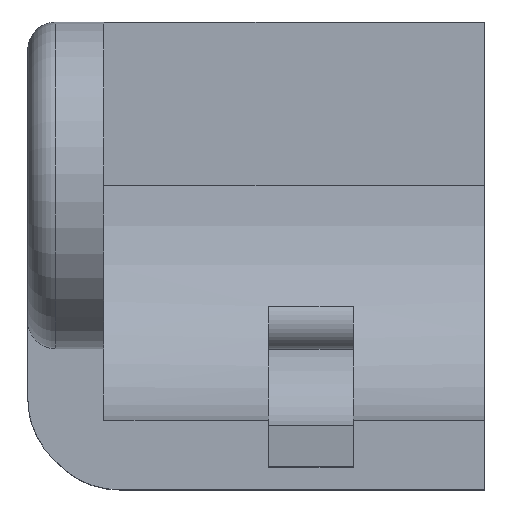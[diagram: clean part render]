
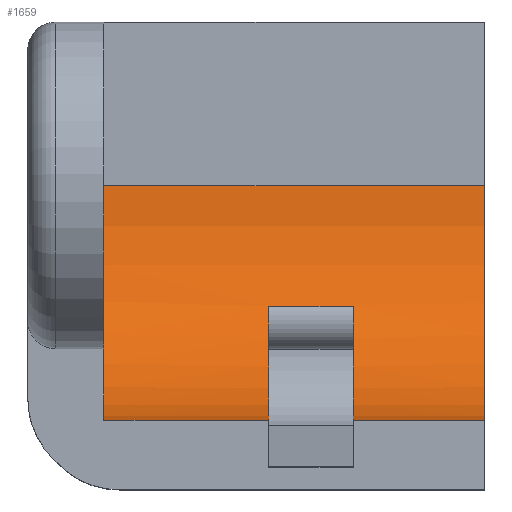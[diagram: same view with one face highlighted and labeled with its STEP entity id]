
A CAD part, top view. The second image highlights one B-rep face of the part: STEP entity #1659.
In plain terms, the highlighted cylindrical face has radius 8.332 mm (diameter 16.664 mm), a partial arc.
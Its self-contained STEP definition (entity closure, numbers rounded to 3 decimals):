
#87=CARTESIAN_POINT('',(0.,0.,9.1));
#88=DIRECTION('',(1.,0.,0.));
#89=DIRECTION('',(0.,-1.,-0.024));
#90=AXIS2_PLACEMENT_3D('',#87,#88,#89);
#313=DIRECTION('',(1.,0.,0.));
#314=VECTOR('',#313,5.85);
#315=CARTESIAN_POINT('',(0.,-8.33,8.9));
#316=LINE('',#315,#314);
#329=DIRECTION('',(1.,0.,0.));
#330=VECTOR('',#329,4.65);
#331=CARTESIAN_POINT('',(8.85,-8.33,8.9));
#332=LINE('',#331,#330);
#383=DIRECTION('',(1.,0.,0.));
#384=VECTOR('',#383,3.);
#385=CARTESIAN_POINT('',(5.85,-4.286,1.955));
#386=LINE('',#385,#384);
#387=DIRECTION('',(1.,0.,0.));
#388=VECTOR('',#387,13.5);
#389=CARTESIAN_POINT('',(0.,0.,0.768));
#390=LINE('',#389,#388);
#409=CARTESIAN_POINT('',(8.85,0.,9.1));
#410=DIRECTION('',(-1.,0.,0.));
#411=DIRECTION('',(0.,-0.514,-0.858));
#412=AXIS2_PLACEMENT_3D('',#409,#410,#411);
#532=CARTESIAN_POINT('',(5.85,0.,9.1));
#533=DIRECTION('',(1.,0.,0.));
#534=DIRECTION('',(0.,-1.,-0.024));
#535=AXIS2_PLACEMENT_3D('',#532,#533,#534);
#654=CARTESIAN_POINT('',(13.5,0.,9.1));
#655=DIRECTION('',(-1.,0.,0.));
#656=DIRECTION('',(0.,0.,-1.));
#657=AXIS2_PLACEMENT_3D('',#654,#655,#656);
#878=CARTESIAN_POINT('',(13.5,-8.33,8.9));
#880=VERTEX_POINT('',#878);
#883=CARTESIAN_POINT('',(13.5,0.,0.768));
#885=VERTEX_POINT('',#883);
#895=CARTESIAN_POINT('',(0.,0.,0.768));
#897=VERTEX_POINT('',#895);
#898=CARTESIAN_POINT('',(0.,-8.33,8.9));
#899=VERTEX_POINT('',#898);
#942=CARTESIAN_POINT('',(5.85,-8.33,8.9));
#944=VERTEX_POINT('',#942);
#948=CARTESIAN_POINT('',(8.85,-8.33,8.9));
#949=VERTEX_POINT('',#948);
#1020=CARTESIAN_POINT('',(5.85,-4.286,1.955));
#1021=CARTESIAN_POINT('',(8.85,-4.286,1.955));
#1022=VERTEX_POINT('',#1020);
#1023=VERTEX_POINT('',#1021);
#1640=CARTESIAN_POINT('',(0.,0.,9.1));
#1641=DIRECTION('',(1.,0.,0.));
#1642=DIRECTION('',(0.,0.,1.));
#1643=AXIS2_PLACEMENT_3D('',#1640,#1641,#1642);
#1644=CYLINDRICAL_SURFACE('',#1643,8.332);
#1646=ORIENTED_EDGE('',*,*,#1645,.F.);
#1648=ORIENTED_EDGE('',*,*,#1647,.F.);
#1649=ORIENTED_EDGE('',*,*,#1580,.F.);
#1650=ORIENTED_EDGE('',*,*,#1149,.T.);
#1651=ORIENTED_EDGE('',*,*,#1217,.T.);
#1653=ORIENTED_EDGE('',*,*,#1652,.T.);
#1654=ORIENTED_EDGE('',*,*,#1588,.F.);
#1656=ORIENTED_EDGE('',*,*,#1655,.F.);
#1657=EDGE_LOOP('',(#1646,#1648,#1649,#1650,#1651,#1653,#1654,#1656));
#1658=FACE_OUTER_BOUND('',#1657,.F.);
#1659=ADVANCED_FACE('',(#1658),#1644,.F.);
#91=CIRCLE('',#90,8.332);
#413=CIRCLE('',#412,8.332);
#536=CIRCLE('',#535,8.332);
#658=CIRCLE('',#657,8.332);
#1149=EDGE_CURVE('',#899,#897,#91,.T.);
#1217=EDGE_CURVE('',#897,#885,#390,.T.);
#1580=EDGE_CURVE('',#899,#944,#316,.T.);
#1588=EDGE_CURVE('',#949,#880,#332,.T.);
#1645=EDGE_CURVE('',#1022,#1023,#386,.T.);
#1647=EDGE_CURVE('',#944,#1022,#536,.T.);
#1652=EDGE_CURVE('',#885,#880,#658,.T.);
#1655=EDGE_CURVE('',#1023,#949,#413,.T.);
